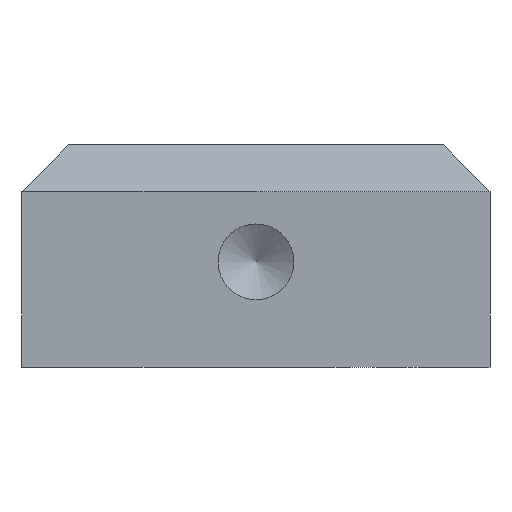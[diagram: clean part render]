
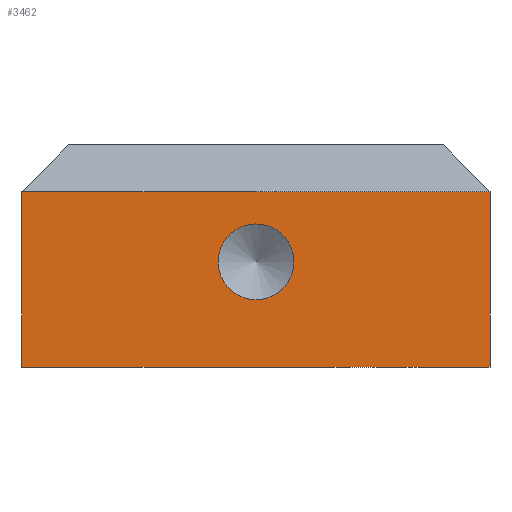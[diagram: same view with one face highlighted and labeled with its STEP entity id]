
A CAD part, front view. The second image highlights one B-rep face of the part: STEP entity #3462.
In plain terms, the highlighted planar face has unit normal (0, -1, 0).
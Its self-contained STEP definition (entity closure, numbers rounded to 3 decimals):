
#37=FACE_BOUND('',#559,.T.);
#160=PLANE('',#3802);
#348=FACE_OUTER_BOUND('',#558,.T.);
#558=EDGE_LOOP('',(#3171,#3172,#3173,#3174));
#559=EDGE_LOOP('',(#3175));
#712=CIRCLE('',#3739,1.621);
#902=LINE('',#5396,#1261);
#997=LINE('',#5672,#1356);
#1065=LINE('',#5811,#1424);
#1066=LINE('',#5814,#1425);
#1261=VECTOR('',#4331,10.);
#1356=VECTOR('',#4608,10.);
#1424=VECTOR('',#4786,10.);
#1425=VECTOR('',#4791,10.);
#1645=VERTEX_POINT('',#5393);
#1646=VERTEX_POINT('',#5395);
#1731=VERTEX_POINT('',#5653);
#1735=VERTEX_POINT('',#5666);
#1736=VERTEX_POINT('',#5670);
#2027=EDGE_CURVE('',#1646,#1645,#902,.T.);
#2164=EDGE_CURVE('',#1731,#1731,#712,.T.);
#2173=EDGE_CURVE('',#1736,#1735,#997,.T.);
#2241=EDGE_CURVE('',#1645,#1735,#1065,.T.);
#2242=EDGE_CURVE('',#1646,#1736,#1066,.T.);
#3171=ORIENTED_EDGE('',*,*,#2173,.F.);
#3172=ORIENTED_EDGE('',*,*,#2242,.F.);
#3173=ORIENTED_EDGE('',*,*,#2027,.T.);
#3174=ORIENTED_EDGE('',*,*,#2241,.T.);
#3175=ORIENTED_EDGE('',*,*,#2164,.T.);
#3462=ADVANCED_FACE('',(#348,#37),#160,.T.);
#3739=AXIS2_PLACEMENT_3D('',#5654,#4588,#4589);
#3802=AXIS2_PLACEMENT_3D('',#5813,#4789,#4790);
#4331=DIRECTION('',(1.,0.,0.));
#4588=DIRECTION('center_axis',(0.,1.,0.));
#4589=DIRECTION('ref_axis',(1.,0.,0.));
#4608=DIRECTION('',(1.,0.,0.));
#4786=DIRECTION('',(0.,0.,1.));
#4789=DIRECTION('center_axis',(0.,-1.,0.));
#4790=DIRECTION('ref_axis',(1.,0.,0.));
#4791=DIRECTION('',(0.,0.,1.));
#5393=CARTESIAN_POINT('',(10.,-102.,0.));
#5395=CARTESIAN_POINT('',(-10.,-102.,0.));
#5396=CARTESIAN_POINT('',(-10.,-102.,0.));
#5653=CARTESIAN_POINT('',(-1.621,-102.,4.5));
#5654=CARTESIAN_POINT('Origin',(0.,-102.,4.5));
#5666=CARTESIAN_POINT('',(10.,-102.,7.5));
#5670=CARTESIAN_POINT('',(-10.,-102.,7.5));
#5672=CARTESIAN_POINT('',(-5.,-102.,7.5));
#5811=CARTESIAN_POINT('',(10.,-102.,0.));
#5813=CARTESIAN_POINT('Origin',(-10.,-102.,0.));
#5814=CARTESIAN_POINT('',(-10.,-102.,0.));
